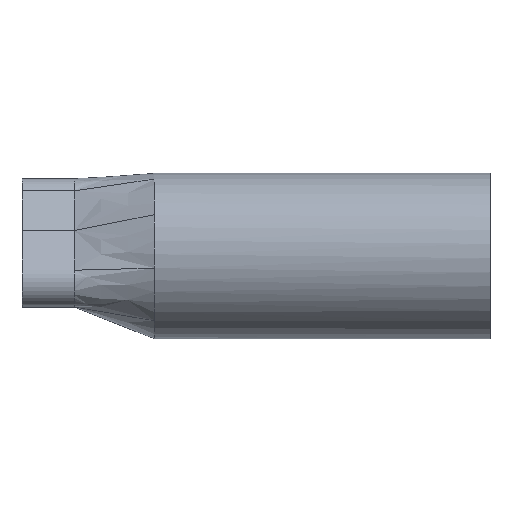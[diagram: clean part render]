
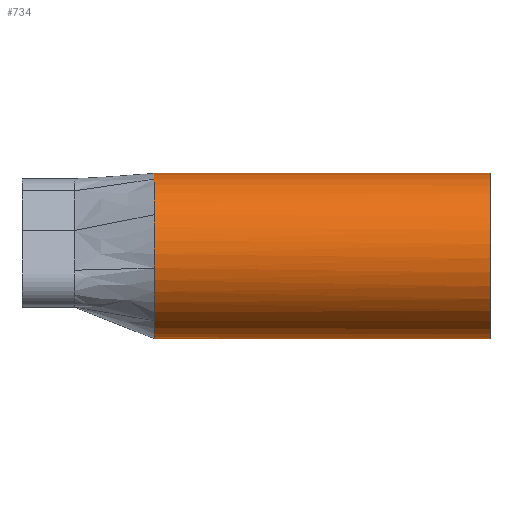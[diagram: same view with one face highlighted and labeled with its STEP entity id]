
A CAD part, front view. The second image highlights one B-rep face of the part: STEP entity #734.
In plain terms, the highlighted cylindrical face has radius 12.5 mm (diameter 25 mm), a full revolution.
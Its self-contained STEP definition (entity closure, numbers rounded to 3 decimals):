
#99=FACE_OUTER_BOUND('',#156,.T.);
#156=EDGE_LOOP('',(#634,#635,#636,#637,#638,#639,#640,#641,#642,#643,#644,
#645));
#213=LINE('',#1214,#273);
#273=VECTOR('',#1013,12.5);
#313=CIRCLE('',#820,12.5);
#314=CIRCLE('',#821,12.5);
#315=CIRCLE('',#822,12.5);
#316=CIRCLE('',#823,12.5);
#317=CIRCLE('',#824,12.5);
#318=CIRCLE('',#825,12.5);
#319=CIRCLE('',#826,12.5);
#320=CIRCLE('',#827,12.5);
#321=CIRCLE('',#828,12.5);
#322=CIRCLE('',#829,12.5);
#373=VERTEX_POINT('',#1202);
#374=VERTEX_POINT('',#1203);
#375=VERTEX_POINT('',#1205);
#376=VERTEX_POINT('',#1207);
#377=VERTEX_POINT('',#1209);
#378=VERTEX_POINT('',#1211);
#379=VERTEX_POINT('',#1213);
#380=VERTEX_POINT('',#1216);
#381=VERTEX_POINT('',#1218);
#382=VERTEX_POINT('',#1220);
#463=EDGE_CURVE('',#373,#374,#313,.T.);
#464=EDGE_CURVE('',#374,#375,#314,.T.);
#465=EDGE_CURVE('',#375,#376,#315,.T.);
#466=EDGE_CURVE('',#376,#377,#316,.T.);
#467=EDGE_CURVE('',#377,#378,#317,.T.);
#468=EDGE_CURVE('',#379,#378,#213,.T.);
#469=EDGE_CURVE('',#379,#379,#318,.T.);
#470=EDGE_CURVE('',#378,#380,#319,.T.);
#471=EDGE_CURVE('',#380,#381,#320,.T.);
#472=EDGE_CURVE('',#381,#382,#321,.T.);
#473=EDGE_CURVE('',#382,#373,#322,.T.);
#634=ORIENTED_EDGE('',*,*,#463,.T.);
#635=ORIENTED_EDGE('',*,*,#464,.T.);
#636=ORIENTED_EDGE('',*,*,#465,.T.);
#637=ORIENTED_EDGE('',*,*,#466,.T.);
#638=ORIENTED_EDGE('',*,*,#467,.T.);
#639=ORIENTED_EDGE('',*,*,#468,.F.);
#640=ORIENTED_EDGE('',*,*,#469,.F.);
#641=ORIENTED_EDGE('',*,*,#468,.T.);
#642=ORIENTED_EDGE('',*,*,#470,.T.);
#643=ORIENTED_EDGE('',*,*,#471,.T.);
#644=ORIENTED_EDGE('',*,*,#472,.T.);
#645=ORIENTED_EDGE('',*,*,#473,.T.);
#701=CYLINDRICAL_SURFACE('',#819,12.5);
#734=ADVANCED_FACE('',(#99),#701,.T.);
#819=AXIS2_PLACEMENT_3D('',#1201,#1001,#1002);
#820=AXIS2_PLACEMENT_3D('',#1204,#1003,#1004);
#821=AXIS2_PLACEMENT_3D('',#1206,#1005,#1006);
#822=AXIS2_PLACEMENT_3D('',#1208,#1007,#1008);
#823=AXIS2_PLACEMENT_3D('',#1210,#1009,#1010);
#824=AXIS2_PLACEMENT_3D('',#1212,#1011,#1012);
#825=AXIS2_PLACEMENT_3D('',#1215,#1014,#1015);
#826=AXIS2_PLACEMENT_3D('',#1217,#1016,#1017);
#827=AXIS2_PLACEMENT_3D('',#1219,#1018,#1019);
#828=AXIS2_PLACEMENT_3D('',#1221,#1020,#1021);
#829=AXIS2_PLACEMENT_3D('',#1222,#1022,#1023);
#1001=DIRECTION('center_axis',(1.,0.,0.));
#1002=DIRECTION('ref_axis',(0.,-0.622,-0.783));
#1003=DIRECTION('center_axis',(1.,0.,0.));
#1004=DIRECTION('ref_axis',(0.,1.,0.));
#1005=DIRECTION('center_axis',(1.,0.,0.));
#1006=DIRECTION('ref_axis',(0.,1.,0.));
#1007=DIRECTION('center_axis',(1.,0.,0.));
#1008=DIRECTION('ref_axis',(0.,1.,0.));
#1009=DIRECTION('center_axis',(1.,0.,0.));
#1010=DIRECTION('ref_axis',(0.,1.,0.));
#1011=DIRECTION('center_axis',(1.,0.,0.));
#1012=DIRECTION('ref_axis',(0.,1.,0.));
#1013=DIRECTION('',(-1.,0.,0.));
#1014=DIRECTION('center_axis',(1.,0.,0.));
#1015=DIRECTION('ref_axis',(0.,-0.622,-0.783));
#1016=DIRECTION('center_axis',(1.,0.,0.));
#1017=DIRECTION('ref_axis',(0.,1.,0.));
#1018=DIRECTION('center_axis',(1.,0.,0.));
#1019=DIRECTION('ref_axis',(0.,1.,0.));
#1020=DIRECTION('center_axis',(1.,0.,0.));
#1021=DIRECTION('ref_axis',(0.,1.,0.));
#1022=DIRECTION('center_axis',(1.,0.,0.));
#1023=DIRECTION('ref_axis',(0.,1.,0.));
#1201=CARTESIAN_POINT('Origin',(20.,0.,0.));
#1202=CARTESIAN_POINT('',(20.,-7.778,-9.785));
#1203=CARTESIAN_POINT('',(20.,0.,-12.5));
#1204=CARTESIAN_POINT('Origin',(20.,0.,0.));
#1205=CARTESIAN_POINT('',(20.,7.778,-9.785));
#1206=CARTESIAN_POINT('Origin',(20.,0.,0.));
#1207=CARTESIAN_POINT('',(20.,12.363,-1.843));
#1208=CARTESIAN_POINT('Origin',(20.,0.,0.));
#1209=CARTESIAN_POINT('',(20.,10.825,6.25));
#1210=CARTESIAN_POINT('Origin',(20.,0.,0.));
#1211=CARTESIAN_POINT('',(20.,7.778,9.785));
#1212=CARTESIAN_POINT('Origin',(20.,0.,0.));
#1213=CARTESIAN_POINT('',(70.8,7.778,9.785));
#1214=CARTESIAN_POINT('',(20.,7.778,9.785));
#1215=CARTESIAN_POINT('Origin',(70.8,0.,0.));
#1216=CARTESIAN_POINT('',(20.,-4.585,11.629));
#1217=CARTESIAN_POINT('Origin',(20.,0.,0.));
#1218=CARTESIAN_POINT('',(20.,-10.825,6.25));
#1219=CARTESIAN_POINT('Origin',(20.,0.,0.));
#1220=CARTESIAN_POINT('',(20.,-12.363,-1.843));
#1221=CARTESIAN_POINT('Origin',(20.,0.,0.));
#1222=CARTESIAN_POINT('Origin',(20.,0.,0.));
